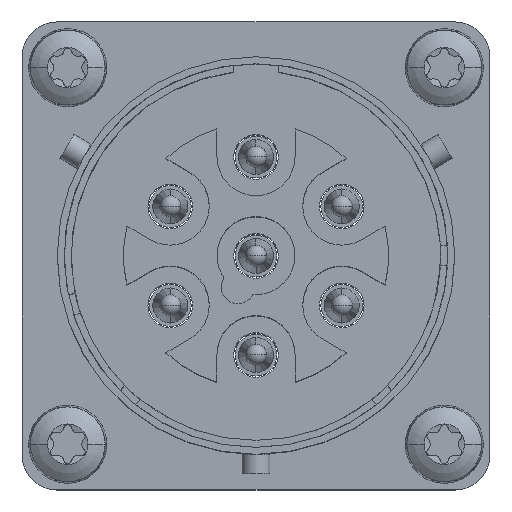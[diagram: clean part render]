
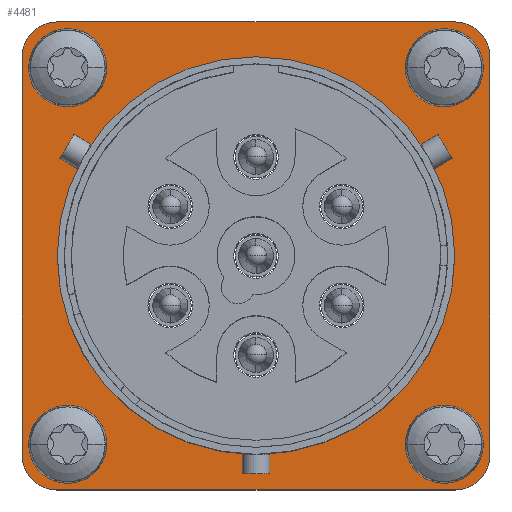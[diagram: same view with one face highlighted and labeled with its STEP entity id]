
A CAD part, top view. The second image highlights one B-rep face of the part: STEP entity #4481.
In plain terms, the highlighted planar face has unit normal (0, 0, 1).
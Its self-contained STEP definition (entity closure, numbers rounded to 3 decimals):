
#553=CARTESIAN_POINT('',(14.25,0.,22.5));
#554=VERTEX_POINT('',#553);
#570=CARTESIAN_POINT('',(-14.25,0.0,22.5));
#571=VERTEX_POINT('',#570);
#578=CARTESIAN_POINT('',(0.0,0.0,22.5));
#579=DIRECTION('',(0.0,0.0,-1.0));
#580=DIRECTION('',(1.0,0.0,0.0));
#581=AXIS2_PLACEMENT_3D('',#578,#579,#580);
#582=CIRCLE('',#581,14.25);
#583=EDGE_CURVE('',#571,#554,#582,.F.);
#887=CARTESIAN_POINT('',(15.15,13.5,22.5));
#888=VERTEX_POINT('',#887);
#897=CARTESIAN_POINT('',(11.85,13.5,22.5));
#898=VERTEX_POINT('',#897);
#899=CARTESIAN_POINT('',(13.5,13.5,22.5));
#900=DIRECTION('',(0.0,0.0,-1.0));
#901=DIRECTION('',(1.0,0.0,0.0));
#902=AXIS2_PLACEMENT_3D('',#899,#900,#901);
#903=CIRCLE('',#902,1.65);
#904=EDGE_CURVE('',#898,#888,#903,.T.);
#929=CARTESIAN_POINT('',(-11.85,13.5,22.5));
#930=VERTEX_POINT('',#929);
#939=CARTESIAN_POINT('',(-15.15,13.5,22.5));
#940=VERTEX_POINT('',#939);
#941=CARTESIAN_POINT('',(-13.5,13.5,22.5));
#942=DIRECTION('',(0.0,0.0,-1.0));
#943=DIRECTION('',(1.0,0.0,0.0));
#944=AXIS2_PLACEMENT_3D('',#941,#942,#943);
#945=CIRCLE('',#944,1.65);
#946=EDGE_CURVE('',#940,#930,#945,.T.);
#971=CARTESIAN_POINT('',(15.15,-13.5,22.5));
#972=VERTEX_POINT('',#971);
#981=CARTESIAN_POINT('',(11.85,-13.5,22.5));
#982=VERTEX_POINT('',#981);
#983=CARTESIAN_POINT('',(13.5,-13.5,22.5));
#984=DIRECTION('',(0.0,0.0,-1.0));
#985=DIRECTION('',(1.0,0.0,0.0));
#986=AXIS2_PLACEMENT_3D('',#983,#984,#985);
#987=CIRCLE('',#986,1.65);
#988=EDGE_CURVE('',#982,#972,#987,.T.);
#1013=CARTESIAN_POINT('',(-11.85,-13.5,22.5));
#1014=VERTEX_POINT('',#1013);
#1023=CARTESIAN_POINT('',(-15.15,-13.5,22.5));
#1024=VERTEX_POINT('',#1023);
#1025=CARTESIAN_POINT('',(-13.5,-13.5,22.5));
#1026=DIRECTION('',(0.0,0.0,-1.0));
#1027=DIRECTION('',(1.0,0.0,0.0));
#1028=AXIS2_PLACEMENT_3D('',#1025,#1026,#1027);
#1029=CIRCLE('',#1028,1.65);
#1030=EDGE_CURVE('',#1024,#1014,#1029,.T.);
#1556=CARTESIAN_POINT('',(-13.5,-13.5,22.5));
#1557=DIRECTION('',(0.0,0.0,-1.0));
#1558=DIRECTION('',(1.0,0.0,0.0));
#1559=AXIS2_PLACEMENT_3D('',#1556,#1557,#1558);
#1560=CIRCLE('',#1559,1.65);
#1561=EDGE_CURVE('',#1014,#1024,#1560,.T.);
#1580=CARTESIAN_POINT('',(13.5,-13.5,22.5));
#1581=DIRECTION('',(0.0,0.0,-1.0));
#1582=DIRECTION('',(1.0,0.0,0.0));
#1583=AXIS2_PLACEMENT_3D('',#1580,#1581,#1582);
#1584=CIRCLE('',#1583,1.65);
#1585=EDGE_CURVE('',#972,#982,#1584,.T.);
#1604=CARTESIAN_POINT('',(-13.5,13.5,22.5));
#1605=DIRECTION('',(0.0,0.0,-1.0));
#1606=DIRECTION('',(1.0,0.0,0.0));
#1607=AXIS2_PLACEMENT_3D('',#1604,#1605,#1606);
#1608=CIRCLE('',#1607,1.65);
#1609=EDGE_CURVE('',#930,#940,#1608,.T.);
#1628=CARTESIAN_POINT('',(13.5,13.5,22.5));
#1629=DIRECTION('',(0.0,0.0,-1.0));
#1630=DIRECTION('',(1.0,0.0,0.0));
#1631=AXIS2_PLACEMENT_3D('',#1628,#1629,#1630);
#1632=CIRCLE('',#1631,1.65);
#1633=EDGE_CURVE('',#888,#898,#1632,.T.);
#2938=CARTESIAN_POINT('',(14.275,16.775,22.5));
#2939=VERTEX_POINT('',#2938);
#2946=CARTESIAN_POINT('',(16.775,14.275,22.5));
#2947=VERTEX_POINT('',#2946);
#2948=CARTESIAN_POINT('',(14.275,14.275,22.5));
#2949=DIRECTION('',(0.0,0.0,-1.0));
#2950=DIRECTION('',(0.707,0.707,0.0));
#2951=AXIS2_PLACEMENT_3D('',#2948,#2949,#2950);
#2952=CIRCLE('',#2951,2.5);
#2953=EDGE_CURVE('',#2939,#2947,#2952,.T.);
#2980=CARTESIAN_POINT('',(-16.775,14.275,22.5));
#2981=VERTEX_POINT('',#2980);
#2988=CARTESIAN_POINT('',(-14.275,16.775,22.5));
#2989=VERTEX_POINT('',#2988);
#2990=CARTESIAN_POINT('',(-14.275,14.275,22.5));
#2991=DIRECTION('',(0.0,0.0,-1.0));
#2992=DIRECTION('',(-0.707,0.707,0.0));
#2993=AXIS2_PLACEMENT_3D('',#2990,#2991,#2992);
#2994=CIRCLE('',#2993,2.5);
#2995=EDGE_CURVE('',#2981,#2989,#2994,.T.);
#3022=CARTESIAN_POINT('',(-14.275,-16.775,22.5));
#3023=VERTEX_POINT('',#3022);
#3030=CARTESIAN_POINT('',(-16.775,-14.275,22.5));
#3031=VERTEX_POINT('',#3030);
#3032=CARTESIAN_POINT('',(-14.275,-14.275,22.5));
#3033=DIRECTION('',(0.0,0.0,-1.0));
#3034=DIRECTION('',(-0.707,-0.707,0.0));
#3035=AXIS2_PLACEMENT_3D('',#3032,#3033,#3034);
#3036=CIRCLE('',#3035,2.5);
#3037=EDGE_CURVE('',#3023,#3031,#3036,.T.);
#3064=CARTESIAN_POINT('',(16.775,-14.275,22.5));
#3065=VERTEX_POINT('',#3064);
#3072=CARTESIAN_POINT('',(14.275,-16.775,22.5));
#3073=VERTEX_POINT('',#3072);
#3074=CARTESIAN_POINT('',(14.275,-14.275,22.5));
#3075=DIRECTION('',(0.0,0.0,-1.0));
#3076=DIRECTION('',(0.707,-0.707,0.0));
#3077=AXIS2_PLACEMENT_3D('',#3074,#3075,#3076);
#3078=CIRCLE('',#3077,2.5);
#3079=EDGE_CURVE('',#3065,#3073,#3078,.T.);
#3167=CARTESIAN_POINT('',(14.275,-16.775,22.5));
#3168=DIRECTION('',(-1.0,0.0,0.0));
#3169=VECTOR('',#3168,28.55);
#3170=LINE('',#3167,#3169);
#3171=EDGE_CURVE('',#3073,#3023,#3170,.T.);
#3189=CARTESIAN_POINT('',(-16.775,-14.275,22.5));
#3190=DIRECTION('',(0.0,1.0,0.0));
#3191=VECTOR('',#3190,28.55);
#3192=LINE('',#3189,#3191);
#3193=EDGE_CURVE('',#3031,#2981,#3192,.T.);
#3211=CARTESIAN_POINT('',(-14.275,16.775,22.5));
#3212=DIRECTION('',(1.0,0.0,0.0));
#3213=VECTOR('',#3212,28.55);
#3214=LINE('',#3211,#3213);
#3215=EDGE_CURVE('',#2989,#2939,#3214,.T.);
#3233=CARTESIAN_POINT('',(16.775,14.275,22.5));
#3234=DIRECTION('',(0.0,-1.0,0.0));
#3235=VECTOR('',#3234,28.55);
#3236=LINE('',#3233,#3235);
#3237=EDGE_CURVE('',#2947,#3065,#3236,.T.);
#3310=CARTESIAN_POINT('',(0.0,0.0,22.5));
#3311=DIRECTION('',(0.0,0.0,-1.0));
#3312=DIRECTION('',(1.0,0.0,0.0));
#3313=AXIS2_PLACEMENT_3D('',#3310,#3311,#3312);
#3314=CIRCLE('',#3313,14.25);
#3315=EDGE_CURVE('',#554,#571,#3314,.F.);
#4446=CARTESIAN_POINT('',(13.35,-13.35,22.5));
#4447=DIRECTION('',(0.0,0.0,1.0));
#4448=DIRECTION('',(-1.0,0.0,0.0));
#4449=AXIS2_PLACEMENT_3D('',#4446,#4447,#4448);
#4450=PLANE('',#4449);
#4451=ORIENTED_EDGE('',*,*,#3079,.F.);
#4452=ORIENTED_EDGE('',*,*,#3237,.F.);
#4453=ORIENTED_EDGE('',*,*,#2953,.F.);
#4454=ORIENTED_EDGE('',*,*,#3215,.F.);
#4455=ORIENTED_EDGE('',*,*,#2995,.F.);
#4456=ORIENTED_EDGE('',*,*,#3193,.F.);
#4457=ORIENTED_EDGE('',*,*,#3037,.F.);
#4458=ORIENTED_EDGE('',*,*,#3171,.F.);
#4459=EDGE_LOOP('',(#4451,#4452,#4453,#4454,#4455,#4456,#4457,#4458));
#4460=FACE_OUTER_BOUND('',#4459,.T.);
#4461=ORIENTED_EDGE('',*,*,#1561,.T.);
#4462=ORIENTED_EDGE('',*,*,#1030,.T.);
#4463=EDGE_LOOP('',(#4461,#4462));
#4464=FACE_BOUND('',#4463,.T.);
#4465=ORIENTED_EDGE('',*,*,#1585,.T.);
#4466=ORIENTED_EDGE('',*,*,#988,.T.);
#4467=EDGE_LOOP('',(#4465,#4466));
#4468=FACE_BOUND('',#4467,.T.);
#4469=ORIENTED_EDGE('',*,*,#1609,.T.);
#4470=ORIENTED_EDGE('',*,*,#946,.T.);
#4471=EDGE_LOOP('',(#4469,#4470));
#4472=FACE_BOUND('',#4471,.T.);
#4473=ORIENTED_EDGE('',*,*,#1633,.T.);
#4474=ORIENTED_EDGE('',*,*,#904,.T.);
#4475=EDGE_LOOP('',(#4473,#4474));
#4476=FACE_BOUND('',#4475,.T.);
#4477=ORIENTED_EDGE('',*,*,#583,.F.);
#4478=ORIENTED_EDGE('',*,*,#3315,.F.);
#4479=EDGE_LOOP('',(#4477,#4478));
#4480=FACE_BOUND('',#4479,.T.);
#4481=ADVANCED_FACE('',(#4460,#4464,#4468,#4472,#4476,#4480),#4450,.T.);
